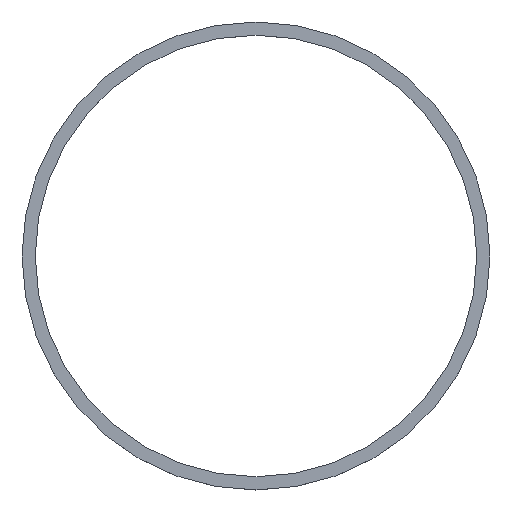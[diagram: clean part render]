
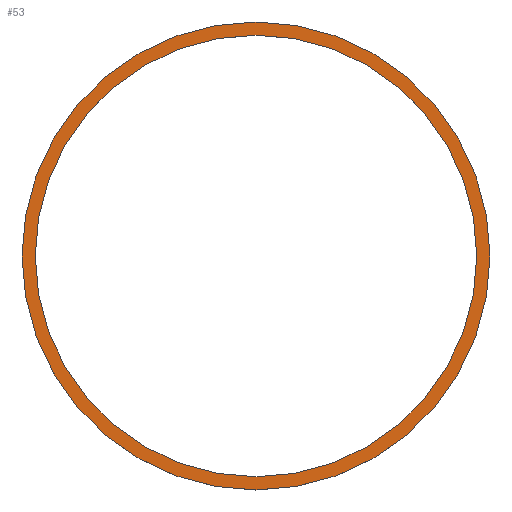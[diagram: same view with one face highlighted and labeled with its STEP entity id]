
A CAD part, top view. The second image highlights one B-rep face of the part: STEP entity #53.
In plain terms, the highlighted planar face has unit normal (0, 0, 1).
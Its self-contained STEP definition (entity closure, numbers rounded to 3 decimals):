
#2 = ORIENTED_EDGE ( 'NONE', *, *, #283, .F. ) ;
#16 = ORIENTED_EDGE ( 'NONE', *, *, #142, .T. ) ;
#44 = VERTEX_POINT ( 'NONE', #101 ) ;
#53 = ADVANCED_FACE ( 'NONE', ( #314, #280 ), #113, .F. ) ;
#60 = DIRECTION ( 'NONE',  ( -1., 0., 0. ) ) ;
#61 = AXIS2_PLACEMENT_3D ( 'NONE', #305, #165, #235 ) ;
#64 = DIRECTION ( 'NONE',  ( 0., 0., -1. ) ) ;
#69 = CARTESIAN_POINT ( 'NONE',  ( 0., 325.5, 0. ) ) ;
#86 = VERTEX_POINT ( 'NONE', #490 ) ;
#88 = VERTEX_POINT ( 'NONE', #502 ) ;
#101 = CARTESIAN_POINT ( 'NONE',  ( -325.5, 0., 0. ) ) ;
#102 = EDGE_LOOP ( 'NONE', ( #2, #194 ) ) ;
#113 = PLANE ( 'NONE',  #158 ) ;
#128 = AXIS2_PLACEMENT_3D ( 'NONE', #276, #274, #476 ) ;
#138 = VERTEX_POINT ( 'NONE', #341 ) ;
#142 = EDGE_CURVE ( 'NONE', #86, #138, #200, .T. ) ;
#158 = AXIS2_PLACEMENT_3D ( 'NONE', #69, #64, #60 ) ;
#165 = DIRECTION ( 'NONE',  ( 0., 0., 1. ) ) ;
#188 = DIRECTION ( 'NONE',  ( 1., 0., 0. ) ) ;
#193 = DIRECTION ( 'NONE',  ( 0., 0., 1. ) ) ;
#194 = ORIENTED_EDGE ( 'NONE', *, *, #213, .F. ) ;
#200 = CIRCLE ( 'NONE', #318, 345. ) ;
#205 = CARTESIAN_POINT ( 'NONE',  ( 0., 0., 0. ) ) ;
#213 = EDGE_CURVE ( 'NONE', #44, #88, #357, .T. ) ;
#235 = DIRECTION ( 'NONE',  ( 1., 0., 0. ) ) ;
#239 = EDGE_CURVE ( 'NONE', #138, #86, #418, .T. ) ;
#242 = AXIS2_PLACEMENT_3D ( 'NONE', #527, #525, #521 ) ;
#274 = DIRECTION ( 'NONE',  ( 0., 0., 1. ) ) ;
#276 = CARTESIAN_POINT ( 'NONE',  ( 0., 0., 0. ) ) ;
#280 = FACE_OUTER_BOUND ( 'NONE', #427, .T. ) ;
#283 = EDGE_CURVE ( 'NONE', #88, #44, #410, .T. ) ;
#305 = CARTESIAN_POINT ( 'NONE',  ( 0., 0., 0. ) ) ;
#314 = FACE_BOUND ( 'NONE', #102, .T. ) ;
#318 = AXIS2_PLACEMENT_3D ( 'NONE', #205, #193, #188 ) ;
#341 = CARTESIAN_POINT ( 'NONE',  ( -345., 0., 0. ) ) ;
#357 = CIRCLE ( 'NONE', #61, 325.5 ) ;
#410 = CIRCLE ( 'NONE', #242, 325.5 ) ;
#412 = ORIENTED_EDGE ( 'NONE', *, *, #239, .T. ) ;
#418 = CIRCLE ( 'NONE', #128, 345. ) ;
#427 = EDGE_LOOP ( 'NONE', ( #16, #412 ) ) ;
#476 = DIRECTION ( 'NONE',  ( 1., 0., 0. ) ) ;
#490 = CARTESIAN_POINT ( 'NONE',  ( 345., 0., 0. ) ) ;
#502 = CARTESIAN_POINT ( 'NONE',  ( 325.5, 0., 0. ) ) ;
#521 = DIRECTION ( 'NONE',  ( 1., 0., 0. ) ) ;
#525 = DIRECTION ( 'NONE',  ( 0., 0., 1. ) ) ;
#527 = CARTESIAN_POINT ( 'NONE',  ( 0., 0., 0. ) ) ;
